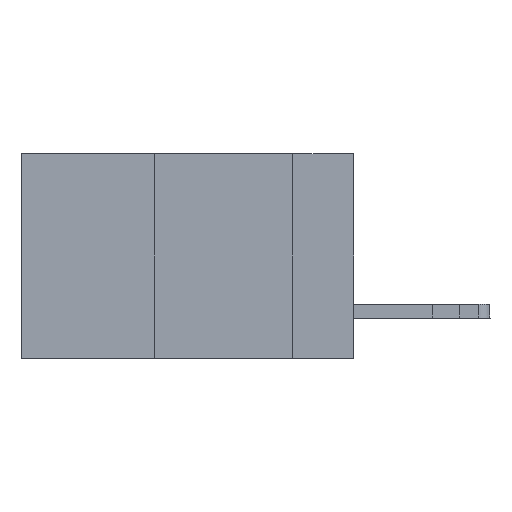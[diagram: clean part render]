
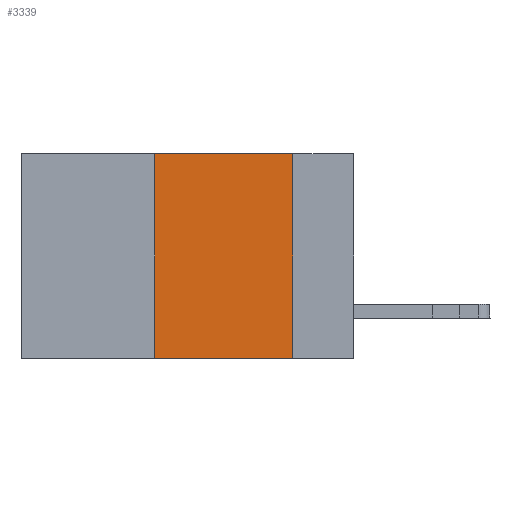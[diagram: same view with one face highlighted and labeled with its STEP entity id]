
A CAD part, left-side view. The second image highlights one B-rep face of the part: STEP entity #3339.
In plain terms, the highlighted planar face has unit normal (-1, 0, 0).
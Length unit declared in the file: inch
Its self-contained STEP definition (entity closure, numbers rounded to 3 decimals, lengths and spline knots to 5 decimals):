
#325 = DIRECTION ( 'NONE',  ( 0., 0., -1. ) ) ;
#1137 = DIRECTION ( 'NONE',  ( 1., 0., 0. ) ) ;
#1232 = DIRECTION ( 'NONE',  ( 0., 0., 1. ) ) ;
#2441 = AXIS2_PLACEMENT_3D ( 'NONE', #10973, #1137, #15059 ) ;
#2746 = VECTOR ( 'NONE', #1232, 39.37008 ) ;
#3339 = ADVANCED_FACE ( 'NONE', ( #24855 ), #12645, .F. ) ;
#4755 = DIRECTION ( 'NONE',  ( 0., -1., 0. ) ) ;
#5523 = CARTESIAN_POINT ( 'NONE',  ( 0., 0.11, -0.37 ) ) ;
#6020 = EDGE_CURVE ( 'NONE', #10079, #11584, #18909, .T. ) ;
#8167 = ORIENTED_EDGE ( 'NONE', *, *, #20485, .F. ) ;
#8761 = CARTESIAN_POINT ( 'NONE',  ( 0., 0.36, 0. ) ) ;
#10079 = VERTEX_POINT ( 'NONE', #21035 ) ;
#10140 = VECTOR ( 'NONE', #4755, 39.37008 ) ;
#10569 = CARTESIAN_POINT ( 'NONE',  ( 0., 0.6, 0. ) ) ;
#10973 = CARTESIAN_POINT ( 'NONE',  ( 0., 0.6, 0. ) ) ;
#11115 = ORIENTED_EDGE ( 'NONE', *, *, #6020, .F. ) ;
#11584 = VERTEX_POINT ( 'NONE', #12526 ) ;
#12526 = CARTESIAN_POINT ( 'NONE',  ( 0., 0.36, 0. ) ) ;
#12645 = PLANE ( 'NONE',  #2441 ) ;
#12992 = CARTESIAN_POINT ( 'NONE',  ( 0., 0.6, -0.37 ) ) ;
#14135 = ORIENTED_EDGE ( 'NONE', *, *, #17043, .F. ) ;
#15059 = DIRECTION ( 'NONE',  ( 0., 0., -1. ) ) ;
#16650 = ORIENTED_EDGE ( 'NONE', *, *, #18965, .T. ) ;
#17043 = EDGE_CURVE ( 'NONE', #11584, #18703, #18541, .T. ) ;
#17213 = LINE ( 'NONE', #12992, #22399 ) ;
#18541 = LINE ( 'NONE', #10569, #10140 ) ;
#18549 = VERTEX_POINT ( 'NONE', #5523 ) ;
#18703 = VERTEX_POINT ( 'NONE', #23923 ) ;
#18909 = LINE ( 'NONE', #8761, #2746 ) ;
#18965 = EDGE_CURVE ( 'NONE', #10079, #18549, #17213, .T. ) ;
#19535 = CARTESIAN_POINT ( 'NONE',  ( 0., 0.11, 0. ) ) ;
#20485 = EDGE_CURVE ( 'NONE', #18703, #18549, #21605, .T. ) ;
#20753 = VECTOR ( 'NONE', #325, 39.37008 ) ;
#20835 = DIRECTION ( 'NONE',  ( 0., -1., 0. ) ) ;
#21035 = CARTESIAN_POINT ( 'NONE',  ( 0., 0.36, -0.37 ) ) ;
#21605 = LINE ( 'NONE', #19535, #20753 ) ;
#22399 = VECTOR ( 'NONE', #20835, 39.37008 ) ;
#23923 = CARTESIAN_POINT ( 'NONE',  ( 0., 0.11, 0. ) ) ;
#24045 = EDGE_LOOP ( 'NONE', ( #8167, #14135, #11115, #16650 ) ) ;
#24855 = FACE_OUTER_BOUND ( 'NONE', #24045, .T. ) ;
